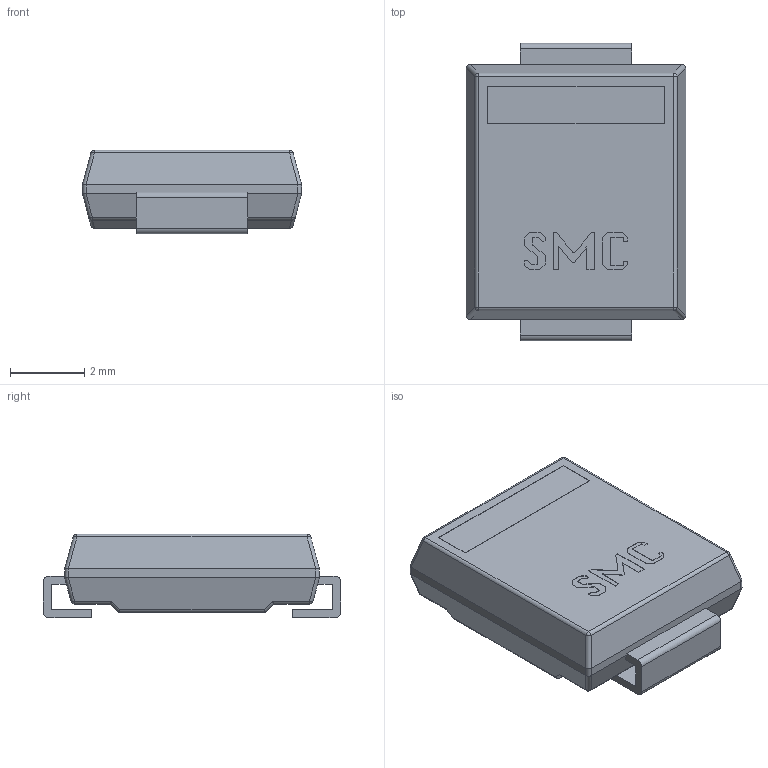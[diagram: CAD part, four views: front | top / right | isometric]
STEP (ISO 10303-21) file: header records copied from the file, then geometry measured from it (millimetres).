
FILE_DESCRIPTION(/* description */ ('model of SMC_wLABEL'),/* implementation_level */ '2;1');
FILE_NAME(/* name */ 'SMC_wLABEL.stp',/* time_stamp */ '2015-12-05T22:09:35',/* author */ ('Joan The Spark',''),/* organization */ (''),/* preprocessor_version */ '',/* originating_system */ '',/* authorisation */ '');
FILE_SCHEMA (('AUTOMOTIVE_DESIGN { 1 0 10303 214 3 1 1 }'));
Length unit declared in the file: millimetre
Products named in the file (1): SMC
Bounding box: 5.9 x 8 x 2.25 mm (x, y, z)
Volume: 79.6 mm3; surface area: 151.6 mm2
Topology: 1 solids, 1 shells, 134 faces, 360 edges, 232 vertices
Faces by surface type: plane 94, cylinder 32, sphere 8
Entity records: 4342 total; most frequent: CARTESIAN_POINT 787, ORIENTED_EDGE 720, DIRECTION 694, EDGE_CURVE 360, LINE 288, VECTOR 288, VERTEX_POINT 232, AXIS2_PLACEMENT_3D 203
